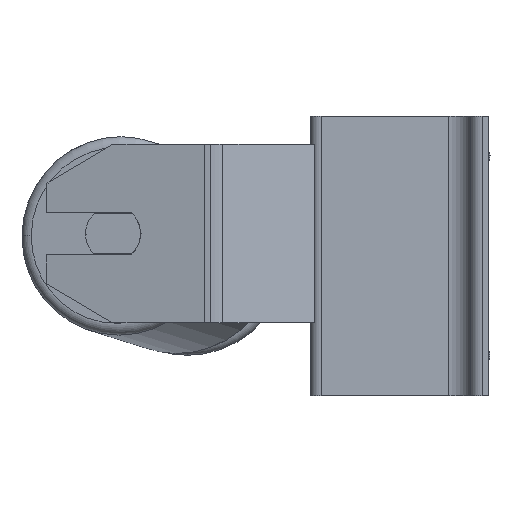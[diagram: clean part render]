
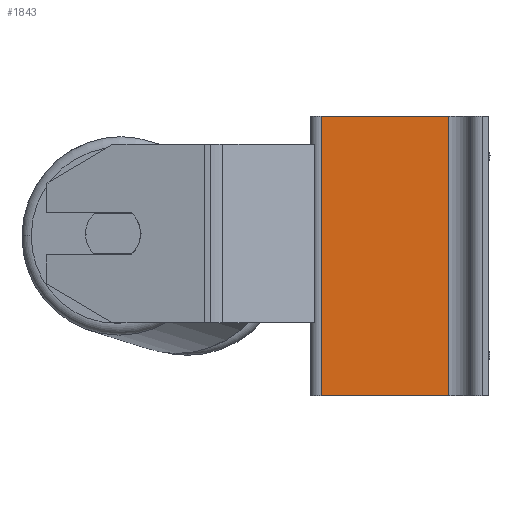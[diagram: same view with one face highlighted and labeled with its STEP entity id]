
A CAD part, left-side view. The second image highlights one B-rep face of the part: STEP entity #1843.
In plain terms, the highlighted planar face has unit normal (-1, 0, 0).
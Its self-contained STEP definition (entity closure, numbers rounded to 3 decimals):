
#872 = CARTESIAN_POINT ( 'NONE',  ( -278., -34., 62.5 ) ) ;
#967 = EDGE_CURVE ( 'NONE', #8934, #9804, #6987, .T. ) ;
#1140 = CARTESIAN_POINT ( 'NONE',  ( -278., 23., 62.5 ) ) ;
#1567 = ORIENTED_EDGE ( 'NONE', *, *, #6077, .T. ) ;
#1584 = DIRECTION ( 'NONE',  ( 1., 0., 0. ) ) ;
#1595 = ORIENTED_EDGE ( 'NONE', *, *, #967, .F. ) ;
#1640 = AXIS2_PLACEMENT_3D ( 'NONE', #8997, #1584, #4900 ) ;
#1687 = LINE ( 'NONE', #872, #5142 ) ;
#1843 = ADVANCED_FACE ( 'NONE', ( #8191 ), #2223, .F. ) ;
#1861 = VECTOR ( 'NONE', #7720, 1000. ) ;
#1973 = LINE ( 'NONE', #5245, #1861 ) ;
#2101 = DIRECTION ( 'NONE',  ( 0., -1., 0. ) ) ;
#2223 = PLANE ( 'NONE',  #1640 ) ;
#2826 = VERTEX_POINT ( 'NONE', #3210 ) ;
#2894 = CARTESIAN_POINT ( 'NONE',  ( -278., 23., 62.5 ) ) ;
#3210 = CARTESIAN_POINT ( 'NONE',  ( -278., -34., -62.5 ) ) ;
#4445 = VECTOR ( 'NONE', #9123, 1000. ) ;
#4900 = DIRECTION ( 'NONE',  ( 0., 1., 0. ) ) ;
#5142 = VECTOR ( 'NONE', #6625, 1000. ) ;
#5245 = CARTESIAN_POINT ( 'NONE',  ( -278., 23., -62.5 ) ) ;
#5995 = CARTESIAN_POINT ( 'NONE',  ( -278., -34., 62.5 ) ) ;
#6077 = EDGE_CURVE ( 'NONE', #10320, #2826, #1973, .T. ) ;
#6625 = DIRECTION ( 'NONE',  ( 0., 0., -1. ) ) ;
#6699 = CARTESIAN_POINT ( 'NONE',  ( -278., 23., 62.5 ) ) ;
#6974 = EDGE_LOOP ( 'NONE', ( #1567, #8031, #1595, #10318 ) ) ;
#6987 = LINE ( 'NONE', #2894, #7268 ) ;
#7054 = CARTESIAN_POINT ( 'NONE',  ( -278., 23., -62.5 ) ) ;
#7268 = VECTOR ( 'NONE', #2101, 1000. ) ;
#7720 = DIRECTION ( 'NONE',  ( 0., -1., 0. ) ) ;
#8031 = ORIENTED_EDGE ( 'NONE', *, *, #8879, .F. ) ;
#8191 = FACE_OUTER_BOUND ( 'NONE', #6974, .T. ) ;
#8504 = EDGE_CURVE ( 'NONE', #8934, #10320, #9928, .T. ) ;
#8879 = EDGE_CURVE ( 'NONE', #9804, #2826, #1687, .T. ) ;
#8934 = VERTEX_POINT ( 'NONE', #1140 ) ;
#8997 = CARTESIAN_POINT ( 'NONE',  ( -278., 23., 62.5 ) ) ;
#9123 = DIRECTION ( 'NONE',  ( 0., 0., -1. ) ) ;
#9804 = VERTEX_POINT ( 'NONE', #5995 ) ;
#9928 = LINE ( 'NONE', #6699, #4445 ) ;
#10318 = ORIENTED_EDGE ( 'NONE', *, *, #8504, .T. ) ;
#10320 = VERTEX_POINT ( 'NONE', #7054 ) ;
